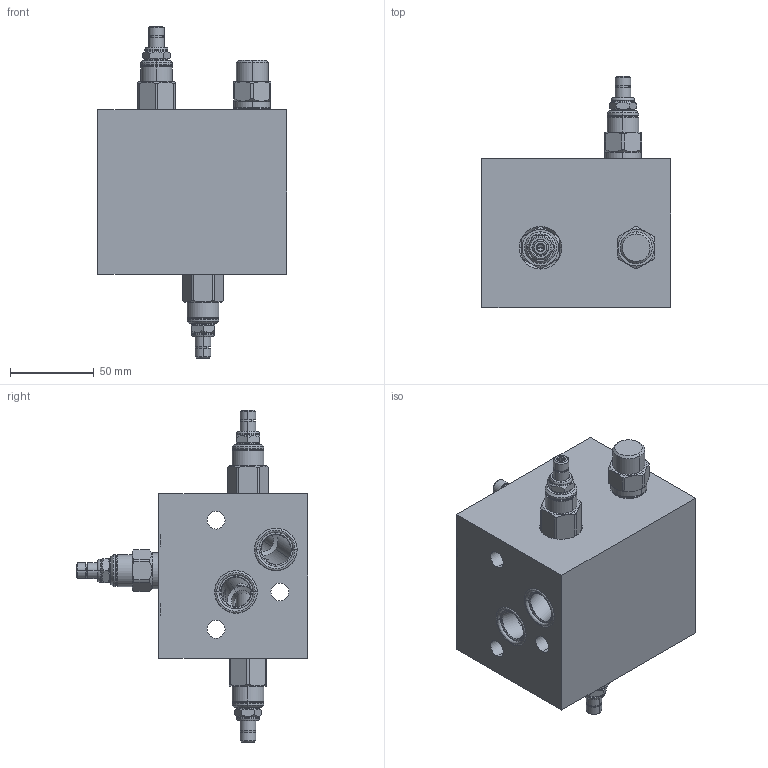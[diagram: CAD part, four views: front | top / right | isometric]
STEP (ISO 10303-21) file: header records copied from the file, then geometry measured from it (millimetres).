
FILE_DESCRIPTION((''),'2;1');
FILE_NAME('YRGULANAL_ASM','2022-02-10T',('ProEService'),(''),'PRO/ENGINEER BY PARAMETRIC TECHNOLOGY CORPORATION, 2014200','PRO/ENGINEER BY PARAMETRIC TECHNOLOGY CORPORATION, 2014200','');
FILE_SCHEMA(('CONFIG_CONTROL_DESIGN'));
Length unit declared in the file: inch
Products named in the file (6): 152-173-004; RDDALAN; 500-001-117; RPECLNN; DSCHXHN; YRGULANAL_ASM
Assembly tree (7 placements, depth 2):
  YRGULANAL_ASM
    152-173-004
    RDDALAN  x2
    500-001-117  x2
    RPECLNN
    DSCHXHN
Bounding box: 113.18 x 138.23 x 198.09 mm (x, y, z)
Volume: 906533 mm3; surface area: 137403.9 mm2
Topology: 14 solids, 15 shells, 1275 faces, 3309 edges, 2311 vertices
Faces by surface type: cylinder 524, cone 263, plane 255, torus 197, revolution 36
Entity records: 40398 total; most frequent: CARTESIAN_POINT 13434, DIRECTION 5972, ORIENTED_EDGE 4916, EDGE_CURVE 2458, AXIS2_PLACEMENT_3D 2387, VERTEX_POINT 1501, CIRCLE 1308, EDGE_LOOP 1269
